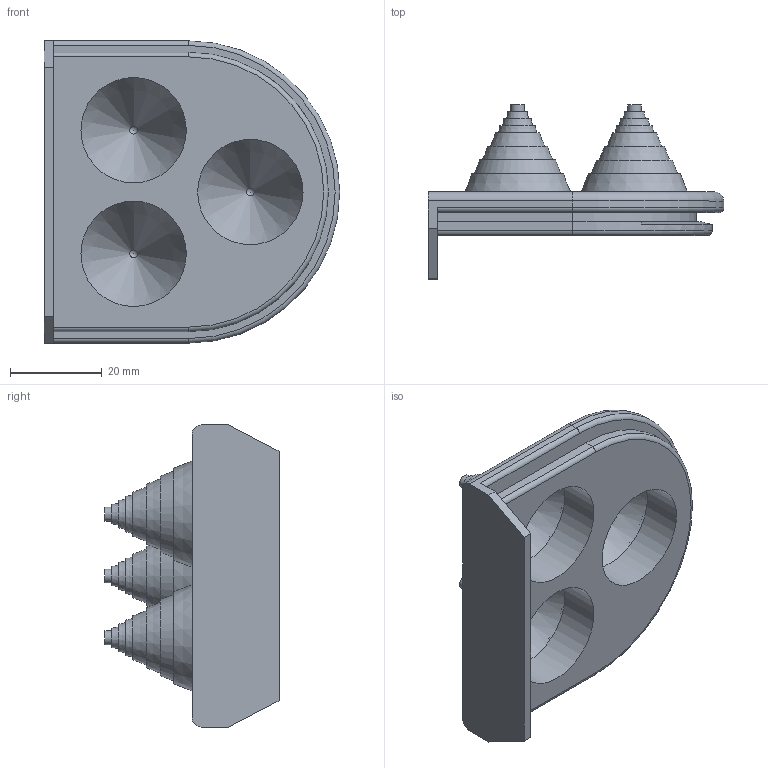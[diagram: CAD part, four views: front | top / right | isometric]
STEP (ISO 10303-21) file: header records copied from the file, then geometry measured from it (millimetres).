
FILE_DESCRIPTION(/* description */ ('STEP AP214'),/* implementation_level */ '2;1');
FILE_NAME(/* name */ '4317.000 (1)',/* time_stamp */ '2023-10-20T17:33:29+02:00',/* author */ ('License CC BY-ND 4.0'),/* organization */ ('CADENAS'),/* preprocessor_version */ 'ST-DEVELOPER v19.3',/* originating_system */ 'PARTsolutions',/* authorisation */ ' ');
FILE_SCHEMA (('AUTOMOTIVE_DESIGN {1 0 10303 214 3 1 1}'));
Length unit declared in the file: millimetre
Products named in the file (1): 4317.000 (1)
Bounding box: 64.5 x 38 x 66 mm (x, y, z)
Volume: 23642.9 mm3; surface area: 16482.5 mm2
Topology: 1 solids, 1 shells, 87 faces, 173 edges, 112 vertices
Faces by surface type: plane 41, cone 25, cylinder 15, torus 3, sphere 3
Full cylindrical faces by diameter (mm): 3 x3, 23 x3
Entity records: 2102 total; most frequent: DIRECTION 390, CARTESIAN_POINT 347, ORIENTED_EDGE 270, AXIS2_PLACEMENT_3D 168, EDGE_LOOP 144, FACE_BOUND 144, EDGE_CURVE 135, VERTEX_POINT 107
